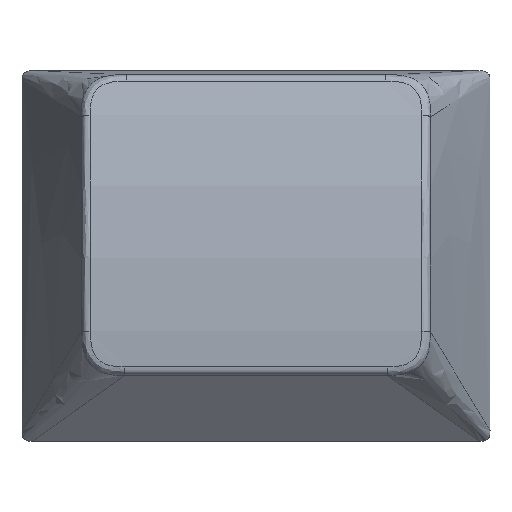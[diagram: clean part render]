
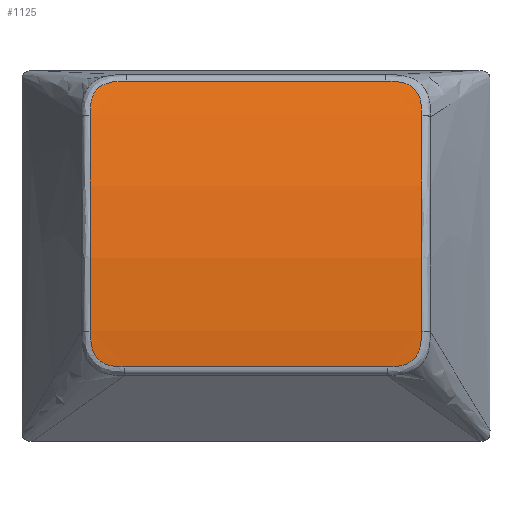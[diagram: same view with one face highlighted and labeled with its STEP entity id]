
A CAD part, top view. The second image highlights one B-rep face of the part: STEP entity #1125.
In plain terms, the highlighted cylindrical face has radius 34.574 mm (diameter 69.149 mm), a partial arc.
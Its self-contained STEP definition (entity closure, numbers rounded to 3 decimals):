
#17=CYLINDRICAL_SURFACE('',#1212,34.574);
#72=FACE_OUTER_BOUND('',#140,.T.);
#140=EDGE_LOOP('',(#818,#819,#820,#821,#822,#823,#824,#825));
#234=LINE('',#1769,#339);
#235=LINE('',#1810,#340);
#339=VECTOR('',#1344,10.);
#340=VECTOR('',#1345,10.);
#418=B_SPLINE_CURVE_WITH_KNOTS('',3,(#1747,#1748,#1749,#1750,#1751),
 .UNSPECIFIED.,.F.,.F.,(4,1,4),(-0.184,4.955,10.402),
 .UNSPECIFIED.);
#419=B_SPLINE_CURVE_WITH_KNOTS('',3,(#1753,#1754,#1755,#1756,#1757,#1758,
#1759,#1760,#1761,#1762,#1763,#1764,#1765,#1766,#1767),.UNSPECIFIED.,.F.,
 .F.,(4,1,1,1,1,1,1,1,1,1,1,1,4),(0.17,0.587,0.96,1.29,
1.44,1.591,1.738,1.886,2.205,2.386,
2.567,2.77,2.974),.UNSPECIFIED.);
#420=B_SPLINE_CURVE_WITH_KNOTS('',3,(#1771,#1772,#1773,#1774,#1775,#1776,
#1777,#1778,#1779,#1780,#1781,#1782,#1783,#1784,#1785),.UNSPECIFIED.,.F.,
 .F.,(4,1,1,1,1,1,1,1,1,1,1,1,4),(0.153,0.56,0.922,1.241,
1.389,1.536,1.686,1.836,2.166,2.353,
2.539,2.748,2.957),.UNSPECIFIED.);
#421=B_SPLINE_CURVE_WITH_KNOTS('',3,(#1787,#1788,#1789,#1790,#1791),
 .UNSPECIFIED.,.F.,.F.,(4,1,4),(-0.17,5.277,10.416),
 .UNSPECIFIED.);
#422=B_SPLINE_CURVE_WITH_KNOTS('',3,(#1793,#1794,#1795,#1796,#1797,#1798,
#1799,#1800,#1801,#1802,#1803,#1804,#1805,#1806,#1807,#1808),
 .UNSPECIFIED.,.F.,.F.,(4,1,1,1,1,1,1,1,1,1,1,1,1,4),(0.184,0.614,
0.996,1.163,1.329,1.479,1.629,1.78,
1.931,2.1,2.269,2.664,2.891,3.118),
 .UNSPECIFIED.);
#423=B_SPLINE_CURVE_WITH_KNOTS('',3,(#1811,#1812,#1813,#1814,#1815,#1816,
#1817,#1818,#1819,#1820,#1821,#1822,#1823,#1824,#1825,#1826),
 .UNSPECIFIED.,.F.,.F.,(4,1,1,1,1,1,1,1,1,1,1,1,1,4),(0.221,0.675,
1.07,1.239,1.409,1.559,1.71,1.86,
2.01,2.177,2.344,2.725,2.941,3.156),
 .UNSPECIFIED.);
#504=VERTEX_POINT('',#1745);
#505=VERTEX_POINT('',#1746);
#506=VERTEX_POINT('',#1752);
#507=VERTEX_POINT('',#1768);
#508=VERTEX_POINT('',#1770);
#509=VERTEX_POINT('',#1786);
#510=VERTEX_POINT('',#1792);
#511=VERTEX_POINT('',#1809);
#625=EDGE_CURVE('',#504,#505,#418,.T.);
#626=EDGE_CURVE('',#505,#506,#419,.T.);
#627=EDGE_CURVE('',#506,#507,#234,.T.);
#628=EDGE_CURVE('',#507,#508,#420,.T.);
#629=EDGE_CURVE('',#508,#509,#421,.T.);
#630=EDGE_CURVE('',#509,#510,#422,.T.);
#631=EDGE_CURVE('',#510,#511,#235,.T.);
#632=EDGE_CURVE('',#511,#504,#423,.T.);
#818=ORIENTED_EDGE('',*,*,#625,.T.);
#819=ORIENTED_EDGE('',*,*,#626,.T.);
#820=ORIENTED_EDGE('',*,*,#627,.T.);
#821=ORIENTED_EDGE('',*,*,#628,.T.);
#822=ORIENTED_EDGE('',*,*,#629,.T.);
#823=ORIENTED_EDGE('',*,*,#630,.T.);
#824=ORIENTED_EDGE('',*,*,#631,.T.);
#825=ORIENTED_EDGE('',*,*,#632,.T.);
#1125=ADVANCED_FACE('',(#72),#17,.T.);
#1212=AXIS2_PLACEMENT_3D('',#1744,#1342,#1343);
#1342=DIRECTION('center_axis',(-1.,0.,0.));
#1343=DIRECTION('ref_axis',(0.,-0.058,0.998));
#1344=DIRECTION('',(1.,0.,0.));
#1345=DIRECTION('',(-1.,0.,0.));
#1744=CARTESIAN_POINT('Origin',(0.,-3.751,-25.656));
#1745=CARTESIAN_POINT('',(-8.092,6.858,7.25));
#1746=CARTESIAN_POINT('',(-8.083,-3.696,8.918));
#1747=CARTESIAN_POINT('Ctrl Pts',(-8.092,6.858,7.25));
#1748=CARTESIAN_POINT('Ctrl Pts',(-8.088,5.205,7.783));
#1749=CARTESIAN_POINT('Ctrl Pts',(-8.084,1.718,8.624));
#1750=CARTESIAN_POINT('Ctrl Pts',(-8.083,-1.856,8.915));
#1751=CARTESIAN_POINT('Ctrl Pts',(-8.083,-3.696,8.918));
#1752=CARTESIAN_POINT('',(-6.433,-5.426,8.877));
#1753=CARTESIAN_POINT('Ctrl Pts',(-8.083,-3.696,8.918));
#1754=CARTESIAN_POINT('Ctrl Pts',(-8.083,-3.837,8.918));
#1755=CARTESIAN_POINT('Ctrl Pts',(-8.08,-4.104,8.917));
#1756=CARTESIAN_POINT('Ctrl Pts',(-8.028,-4.48,8.911));
#1757=CARTESIAN_POINT('Ctrl Pts',(-7.931,-4.752,8.904));
#1758=CARTESIAN_POINT('Ctrl Pts',(-7.821,-4.933,8.898));
#1759=CARTESIAN_POINT('Ctrl Pts',(-7.726,-5.05,8.894));
#1760=CARTESIAN_POINT('Ctrl Pts',(-7.615,-5.151,8.89));
#1761=CARTESIAN_POINT('Ctrl Pts',(-7.444,-5.266,8.885));
#1762=CARTESIAN_POINT('Ctrl Pts',(-7.242,-5.346,8.881));
#1763=CARTESIAN_POINT('Ctrl Pts',(-7.02,-5.393,8.879));
#1764=CARTESIAN_POINT('Ctrl Pts',(-6.833,-5.416,8.878));
#1765=CARTESIAN_POINT('Ctrl Pts',(-6.637,-5.425,8.877));
#1766=CARTESIAN_POINT('Ctrl Pts',(-6.501,-5.426,8.877));
#1767=CARTESIAN_POINT('Ctrl Pts',(-6.433,-5.426,8.877));
#1768=CARTESIAN_POINT('',(6.433,-5.426,8.877));
#1769=CARTESIAN_POINT('',(-6.433,-5.426,8.877));
#1770=CARTESIAN_POINT('',(8.083,-3.696,8.918));
#1771=CARTESIAN_POINT('Ctrl Pts',(6.433,-5.426,8.877));
#1772=CARTESIAN_POINT('Ctrl Pts',(6.569,-5.426,8.877));
#1773=CARTESIAN_POINT('Ctrl Pts',(6.826,-5.423,8.877));
#1774=CARTESIAN_POINT('Ctrl Pts',(7.186,-5.368,8.88));
#1775=CARTESIAN_POINT('Ctrl Pts',(7.444,-5.266,8.885));
#1776=CARTESIAN_POINT('Ctrl Pts',(7.615,-5.15,8.89));
#1777=CARTESIAN_POINT('Ctrl Pts',(7.726,-5.05,8.894));
#1778=CARTESIAN_POINT('Ctrl Pts',(7.821,-4.933,8.898));
#1779=CARTESIAN_POINT('Ctrl Pts',(7.931,-4.752,8.904));
#1780=CARTESIAN_POINT('Ctrl Pts',(8.007,-4.539,8.909));
#1781=CARTESIAN_POINT('Ctrl Pts',(8.052,-4.306,8.914));
#1782=CARTESIAN_POINT('Ctrl Pts',(8.073,-4.111,8.916));
#1783=CARTESIAN_POINT('Ctrl Pts',(8.082,-3.907,8.918));
#1784=CARTESIAN_POINT('Ctrl Pts',(8.083,-3.766,8.918));
#1785=CARTESIAN_POINT('Ctrl Pts',(8.083,-3.696,8.918));
#1786=CARTESIAN_POINT('',(8.092,6.858,7.25));
#1787=CARTESIAN_POINT('Ctrl Pts',(8.083,-3.696,8.918));
#1788=CARTESIAN_POINT('Ctrl Pts',(8.083,-1.856,8.915));
#1789=CARTESIAN_POINT('Ctrl Pts',(8.084,1.718,8.624));
#1790=CARTESIAN_POINT('Ctrl Pts',(8.088,5.205,7.783));
#1791=CARTESIAN_POINT('Ctrl Pts',(8.092,6.858,7.25));
#1792=CARTESIAN_POINT('',(6.34,8.527,6.665));
#1793=CARTESIAN_POINT('Ctrl Pts',(8.092,6.858,7.25));
#1794=CARTESIAN_POINT('Ctrl Pts',(8.093,6.996,7.206));
#1795=CARTESIAN_POINT('Ctrl Pts',(8.09,7.257,7.12));
#1796=CARTESIAN_POINT('Ctrl Pts',(8.046,7.568,7.013));
#1797=CARTESIAN_POINT('Ctrl Pts',(7.978,7.786,6.937));
#1798=CARTESIAN_POINT('Ctrl Pts',(7.913,7.926,6.886));
#1799=CARTESIAN_POINT('Ctrl Pts',(7.831,8.053,6.841));
#1800=CARTESIAN_POINT('Ctrl Pts',(7.735,8.163,6.8));
#1801=CARTESIAN_POINT('Ctrl Pts',(7.622,8.259,6.765));
#1802=CARTESIAN_POINT('Ctrl Pts',(7.491,8.34,6.735));
#1803=CARTESIAN_POINT('Ctrl Pts',(7.344,8.406,6.71));
#1804=CARTESIAN_POINT('Ctrl Pts',(7.112,8.476,6.684));
#1805=CARTESIAN_POINT('Ctrl Pts',(6.85,8.512,6.67));
#1806=CARTESIAN_POINT('Ctrl Pts',(6.568,8.525,6.665));
#1807=CARTESIAN_POINT('Ctrl Pts',(6.416,8.527,6.665));
#1808=CARTESIAN_POINT('Ctrl Pts',(6.34,8.527,6.665));
#1809=CARTESIAN_POINT('',(-6.34,8.527,6.665));
#1810=CARTESIAN_POINT('',(6.34,8.527,6.665));
#1811=CARTESIAN_POINT('Ctrl Pts',(-6.34,8.527,6.665));
#1812=CARTESIAN_POINT('Ctrl Pts',(-6.492,8.527,6.665));
#1813=CARTESIAN_POINT('Ctrl Pts',(-6.775,8.522,6.666));
#1814=CARTESIAN_POINT('Ctrl Pts',(-7.112,8.476,6.684));
#1815=CARTESIAN_POINT('Ctrl Pts',(-7.344,8.406,6.71));
#1816=CARTESIAN_POINT('Ctrl Pts',(-7.491,8.34,6.735));
#1817=CARTESIAN_POINT('Ctrl Pts',(-7.622,8.259,6.765));
#1818=CARTESIAN_POINT('Ctrl Pts',(-7.735,8.163,6.8));
#1819=CARTESIAN_POINT('Ctrl Pts',(-7.831,8.053,6.841));
#1820=CARTESIAN_POINT('Ctrl Pts',(-7.913,7.926,6.886));
#1821=CARTESIAN_POINT('Ctrl Pts',(-7.978,7.786,6.937));
#1822=CARTESIAN_POINT('Ctrl Pts',(-8.046,7.568,7.013));
#1823=CARTESIAN_POINT('Ctrl Pts',(-8.08,7.325,7.096));
#1824=CARTESIAN_POINT('Ctrl Pts',(-8.092,7.065,7.183));
#1825=CARTESIAN_POINT('Ctrl Pts',(-8.092,6.927,7.228));
#1826=CARTESIAN_POINT('Ctrl Pts',(-8.092,6.858,7.25));
